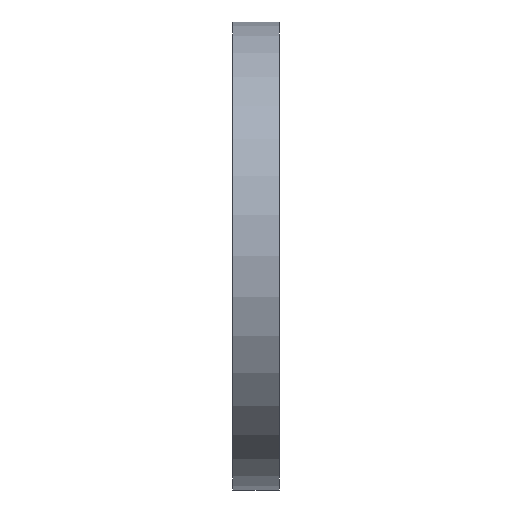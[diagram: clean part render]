
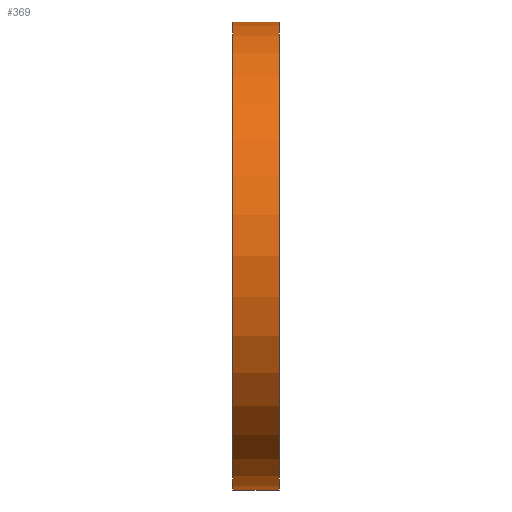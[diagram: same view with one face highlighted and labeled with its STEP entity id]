
A CAD part, front view. The second image highlights one B-rep face of the part: STEP entity #369.
In plain terms, the highlighted cylindrical face has radius 101 mm (diameter 202 mm), a partial arc.
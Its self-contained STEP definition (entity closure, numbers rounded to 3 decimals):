
#165 = EDGE_CURVE( '', #181, #217, #429, .T. );
#181 = VERTEX_POINT( '', #447 );
#217 = VERTEX_POINT( '', #488 );
#259 = EDGE_CURVE( '', #381, #181, #533, .T. );
#319 = VERTEX_POINT( '', #605 );
#323 = EDGE_CURVE( '', #319, #381, #609, .T. );
#339 = EDGE_CURVE( '', #217, #319, #626, .T. );
#369 = ADVANCED_FACE( '', ( #659 ), #660, .T. );
#381 = VERTEX_POINT( '', #673 );
#429 = CIRCLE( '', #725, 101. );
#447 = CARTESIAN_POINT( '', ( 0., 0., 101. ) );
#488 = CARTESIAN_POINT( '', ( 0., 0., -101. ) );
#533 = LINE( '', #862, #863 );
#605 = CARTESIAN_POINT( '', ( 20., 0., -101. ) );
#609 = CIRCLE( '', #959, 101. );
#626 = LINE( '', #982, #983 );
#659 = FACE_OUTER_BOUND( '', #1024, .T. );
#660 = CYLINDRICAL_SURFACE( '', #1025, 101. );
#673 = CARTESIAN_POINT( '', ( 20., 0., 101. ) );
#725 = AXIS2_PLACEMENT_3D( '', #1090, #1091, #1092 );
#862 = CARTESIAN_POINT( '', ( 0., 0., 101. ) );
#863 = VECTOR( '', #1219, 1. );
#959 = AXIS2_PLACEMENT_3D( '', #1297, #1298, #1299 );
#982 = CARTESIAN_POINT( '', ( 0., 0., -101. ) );
#983 = VECTOR( '', #1323, 1. );
#1024 = EDGE_LOOP( '', ( #1363, #1364, #1365, #1366 ) );
#1025 = AXIS2_PLACEMENT_3D( '', #1367, #1368, #1369 );
#1090 = CARTESIAN_POINT( '', ( 0., 0., 0. ) );
#1091 = DIRECTION( '', ( 1., 0., 0. ) );
#1092 = DIRECTION( '', ( 0., 0., -1. ) );
#1219 = DIRECTION( '', ( -1., 0., 0. ) );
#1297 = CARTESIAN_POINT( '', ( 20., 0., 0. ) );
#1298 = DIRECTION( '', ( -1., 0., 0. ) );
#1299 = DIRECTION( '', ( 0., 0., -1. ) );
#1323 = DIRECTION( '', ( 1., 0., 0. ) );
#1363 = ORIENTED_EDGE( '', *, *, #339, .T. );
#1364 = ORIENTED_EDGE( '', *, *, #323, .T. );
#1365 = ORIENTED_EDGE( '', *, *, #259, .T. );
#1366 = ORIENTED_EDGE( '', *, *, #165, .T. );
#1367 = CARTESIAN_POINT( '', ( 0., 0., 0. ) );
#1368 = DIRECTION( '', ( -1., 0., 0. ) );
#1369 = DIRECTION( '', ( 0., 0., -1. ) );
